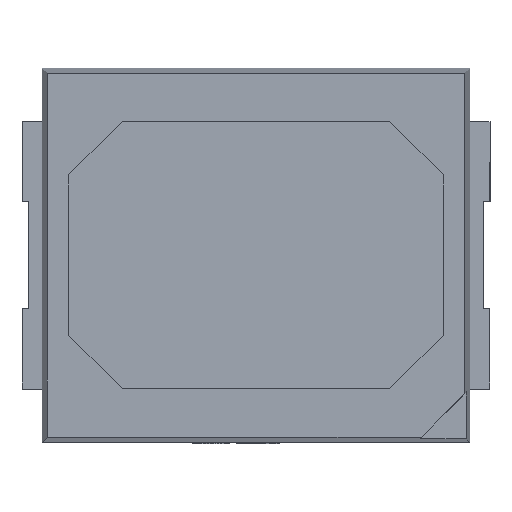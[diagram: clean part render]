
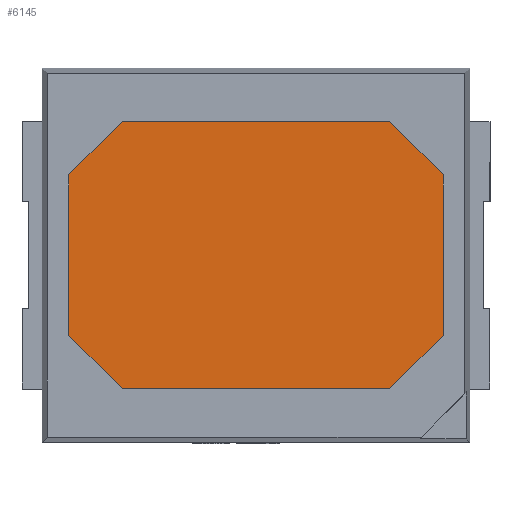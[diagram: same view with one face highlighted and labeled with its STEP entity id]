
A CAD part, top view. The second image highlights one B-rep face of the part: STEP entity #6145.
In plain terms, the highlighted planar face has unit normal (0, 0, 1).
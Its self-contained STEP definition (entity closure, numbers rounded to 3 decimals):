
#249 = LINE ( 'NONE', #15367, #12270 ) ;
#551 = VERTEX_POINT ( 'NONE', #2814 ) ;
#646 = LINE ( 'NONE', #6008, #16292 ) ;
#816 = CARTESIAN_POINT ( 'NONE',  ( 1., 1., 0.7 ) ) ;
#1190 = PLANE ( 'NONE',  #13852 ) ;
#1203 = VECTOR ( 'NONE', #15770, 1000. ) ;
#1290 = DIRECTION ( 'NONE',  ( 0., 0., 1. ) ) ;
#1319 = VERTEX_POINT ( 'NONE', #13608 ) ;
#1340 = VECTOR ( 'NONE', #14716, 1000. ) ;
#1826 = DIRECTION ( 'NONE',  ( 0., 1., 0. ) ) ;
#1894 = ORIENTED_EDGE ( 'NONE', *, *, #15884, .T. ) ;
#2237 = CARTESIAN_POINT ( 'NONE',  ( -1.4, -0.6, 0.7 ) ) ;
#2403 = ORIENTED_EDGE ( 'NONE', *, *, #8950, .T. ) ;
#2718 = CARTESIAN_POINT ( 'NONE',  ( -1., -1., 0.7 ) ) ;
#2814 = CARTESIAN_POINT ( 'NONE',  ( 1.4, -0.6, 0.7 ) ) ;
#3406 = ORIENTED_EDGE ( 'NONE', *, *, #10698, .T. ) ;
#4527 = EDGE_CURVE ( 'NONE', #16211, #10485, #11796, .T. ) ;
#4803 = ORIENTED_EDGE ( 'NONE', *, *, #9742, .T. ) ;
#4921 = CARTESIAN_POINT ( 'NONE',  ( 1., -1., 0.7 ) ) ;
#5132 = CARTESIAN_POINT ( 'NONE',  ( 1.4, 0.6, 0.7 ) ) ;
#5222 = LINE ( 'NONE', #5132, #16953 ) ;
#5750 = CARTESIAN_POINT ( 'NONE',  ( -1.4, -0.6, 0.7 ) ) ;
#5777 = EDGE_CURVE ( 'NONE', #14579, #551, #11593, .T. ) ;
#6008 = CARTESIAN_POINT ( 'NONE',  ( 1.4, -0.6, 0.7 ) ) ;
#6118 = LINE ( 'NONE', #11657, #1203 ) ;
#6145 = ADVANCED_FACE ( 'NONE', ( #14863 ), #1190, .T. ) ;
#6386 = VECTOR ( 'NONE', #15715, 1000. ) ;
#6712 = DIRECTION ( 'NONE',  ( 1., 0., 0. ) ) ;
#7378 = ORIENTED_EDGE ( 'NONE', *, *, #7590, .T. ) ;
#7590 = EDGE_CURVE ( 'NONE', #13802, #12492, #7819, .T. ) ;
#7819 = LINE ( 'NONE', #816, #8449 ) ;
#8338 = CARTESIAN_POINT ( 'NONE',  ( -1., 1., 0.7 ) ) ;
#8449 = VECTOR ( 'NONE', #17395, 1000. ) ;
#8562 = CARTESIAN_POINT ( 'NONE',  ( -1.4, 0.6, 0.7 ) ) ;
#8568 = VERTEX_POINT ( 'NONE', #8562 ) ;
#8950 = EDGE_CURVE ( 'NONE', #12492, #8568, #10563, .T. ) ;
#9334 = ORIENTED_EDGE ( 'NONE', *, *, #4527, .T. ) ;
#9735 = CARTESIAN_POINT ( 'NONE',  ( 1., 1., 0.7 ) ) ;
#9742 = EDGE_CURVE ( 'NONE', #10485, #14579, #249, .T. ) ;
#10243 = DIRECTION ( 'NONE',  ( 0.707, -0.707, 0. ) ) ;
#10385 = CARTESIAN_POINT ( 'NONE',  ( 1., -1., 0.7 ) ) ;
#10485 = VERTEX_POINT ( 'NONE', #2718 ) ;
#10563 = LINE ( 'NONE', #15903, #1340 ) ;
#10566 = ORIENTED_EDGE ( 'NONE', *, *, #12738, .T. ) ;
#10698 = EDGE_CURVE ( 'NONE', #1319, #13802, #5222, .T. ) ;
#11593 = LINE ( 'NONE', #10385, #6386 ) ;
#11657 = CARTESIAN_POINT ( 'NONE',  ( -1.4, 0.6, 0.7 ) ) ;
#11796 = LINE ( 'NONE', #2237, #13921 ) ;
#12270 = VECTOR ( 'NONE', #6712, 1000. ) ;
#12492 = VERTEX_POINT ( 'NONE', #8338 ) ;
#12738 = EDGE_CURVE ( 'NONE', #551, #1319, #646, .T. ) ;
#13394 = CARTESIAN_POINT ( 'NONE',  ( 0., 0., 0.7 ) ) ;
#13427 = ORIENTED_EDGE ( 'NONE', *, *, #5777, .T. ) ;
#13608 = CARTESIAN_POINT ( 'NONE',  ( 1.4, 0.6, 0.7 ) ) ;
#13802 = VERTEX_POINT ( 'NONE', #9735 ) ;
#13852 = AXIS2_PLACEMENT_3D ( 'NONE', #13394, #1290, #16144 ) ;
#13921 = VECTOR ( 'NONE', #10243, 1000. ) ;
#14579 = VERTEX_POINT ( 'NONE', #4921 ) ;
#14716 = DIRECTION ( 'NONE',  ( -0.707, -0.707, 0. ) ) ;
#14853 = DIRECTION ( 'NONE',  ( -0.707, 0.707, 0. ) ) ;
#14863 = FACE_OUTER_BOUND ( 'NONE', #14911, .T. ) ;
#14911 = EDGE_LOOP ( 'NONE', ( #1894, #9334, #4803, #13427, #10566, #3406, #7378, #2403 ) ) ;
#15367 = CARTESIAN_POINT ( 'NONE',  ( -1., -1., 0.7 ) ) ;
#15715 = DIRECTION ( 'NONE',  ( 0.707, 0.707, 0. ) ) ;
#15770 = DIRECTION ( 'NONE',  ( 0., -1., 0. ) ) ;
#15884 = EDGE_CURVE ( 'NONE', #8568, #16211, #6118, .T. ) ;
#15903 = CARTESIAN_POINT ( 'NONE',  ( -1., 1., 0.7 ) ) ;
#16144 = DIRECTION ( 'NONE',  ( 1., 0., 0. ) ) ;
#16211 = VERTEX_POINT ( 'NONE', #5750 ) ;
#16292 = VECTOR ( 'NONE', #1826, 1000. ) ;
#16953 = VECTOR ( 'NONE', #14853, 1000. ) ;
#17395 = DIRECTION ( 'NONE',  ( -1., 0., 0. ) ) ;
